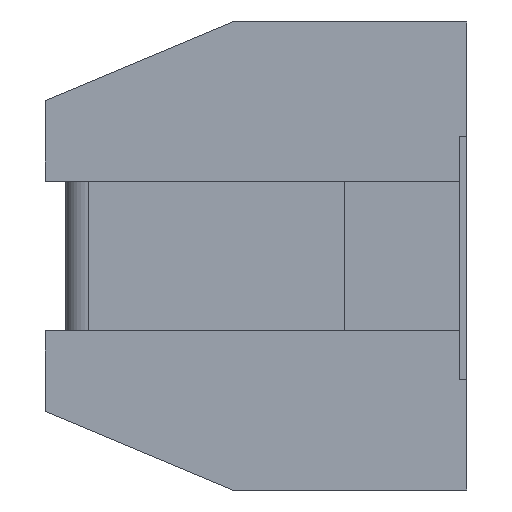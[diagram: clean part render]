
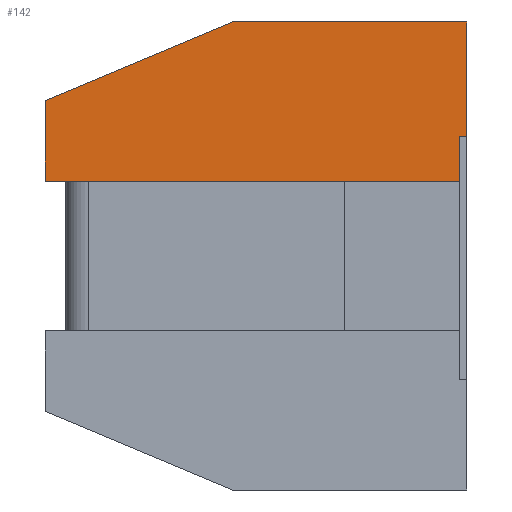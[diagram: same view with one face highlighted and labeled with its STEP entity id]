
A CAD part, left-side view. The second image highlights one B-rep face of the part: STEP entity #142.
In plain terms, the highlighted planar face has unit normal (-1, 0, 0).
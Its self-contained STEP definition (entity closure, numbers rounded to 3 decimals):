
#108 = CARTESIAN_POINT ( 'NONE',  ( -27.125, 11.25, 6.25 ) ) ;
#134 = LINE ( 'NONE', #1161, #551 ) ;
#142 = ADVANCED_FACE ( 'NONE', ( #801 ), #1494, .F. ) ;
#176 = CARTESIAN_POINT ( 'NONE',  ( -27.125, 6.25, 6.25 ) ) ;
#202 = VERTEX_POINT ( 'NONE', #1665 ) ;
#250 = CARTESIAN_POINT ( 'NONE',  ( -27.125, 0., 6.25 ) ) ;
#288 = DIRECTION ( 'NONE',  ( 0., -0.922, 0.387 ) ) ;
#313 = CARTESIAN_POINT ( 'NONE',  ( -27.125, 11.25, 4.15 ) ) ;
#328 = VECTOR ( 'NONE', #597, 1000. ) ;
#449 = DIRECTION ( 'NONE',  ( 1., 0., 0. ) ) ;
#489 = DIRECTION ( 'NONE',  ( 0., 1., 0. ) ) ;
#506 = VERTEX_POINT ( 'NONE', #313 ) ;
#551 = VECTOR ( 'NONE', #489, 1000. ) ;
#597 = DIRECTION ( 'NONE',  ( 0., 0., 1. ) ) ;
#628 = CARTESIAN_POINT ( 'NONE',  ( -27.125, 11.25, 2. ) ) ;
#659 = LINE ( 'NONE', #1289, #1653 ) ;
#660 = ORIENTED_EDGE ( 'NONE', *, *, #1643, .F. ) ;
#667 = LINE ( 'NONE', #1815, #1931 ) ;
#721 = EDGE_LOOP ( 'NONE', ( #1206, #660, #1807, #1199, #889 ) ) ;
#801 = FACE_OUTER_BOUND ( 'NONE', #721, .T. ) ;
#805 = CARTESIAN_POINT ( 'NONE',  ( -27.125, 0., 6.25 ) ) ;
#814 = EDGE_CURVE ( 'NONE', #1268, #506, #1115, .T. ) ;
#826 = VECTOR ( 'NONE', #1604, 1000. ) ;
#889 = ORIENTED_EDGE ( 'NONE', *, *, #928, .F. ) ;
#928 = EDGE_CURVE ( 'NONE', #506, #1649, #667, .T. ) ;
#950 = VERTEX_POINT ( 'NONE', #805 ) ;
#1099 = EDGE_CURVE ( 'NONE', #202, #950, #1955, .T. ) ;
#1115 = LINE ( 'NONE', #108, #826 ) ;
#1161 = CARTESIAN_POINT ( 'NONE',  ( -27.125, -0.001, 2. ) ) ;
#1171 = AXIS2_PLACEMENT_3D ( 'NONE', #2011, #449, #2177 ) ;
#1199 = ORIENTED_EDGE ( 'NONE', *, *, #1984, .F. ) ;
#1206 = ORIENTED_EDGE ( 'NONE', *, *, #814, .F. ) ;
#1268 = VERTEX_POINT ( 'NONE', #628 ) ;
#1289 = CARTESIAN_POINT ( 'NONE',  ( -27.125, 11.25, 6.25 ) ) ;
#1329 = DIRECTION ( 'NONE',  ( 0., -1., 0. ) ) ;
#1494 = PLANE ( 'NONE',  #1171 ) ;
#1604 = DIRECTION ( 'NONE',  ( 0., 0., 1. ) ) ;
#1643 = EDGE_CURVE ( 'NONE', #202, #1268, #134, .T. ) ;
#1649 = VERTEX_POINT ( 'NONE', #176 ) ;
#1653 = VECTOR ( 'NONE', #1329, 1000. ) ;
#1665 = CARTESIAN_POINT ( 'NONE',  ( -27.125, 0., 2. ) ) ;
#1807 = ORIENTED_EDGE ( 'NONE', *, *, #1099, .T. ) ;
#1815 = CARTESIAN_POINT ( 'NONE',  ( -27.125, 11.25, 4.15 ) ) ;
#1931 = VECTOR ( 'NONE', #288, 1000. ) ;
#1955 = LINE ( 'NONE', #250, #328 ) ;
#1984 = EDGE_CURVE ( 'NONE', #1649, #950, #659, .T. ) ;
#2011 = CARTESIAN_POINT ( 'NONE',  ( -27.125, 11.25, 6.25 ) ) ;
#2177 = DIRECTION ( 'NONE',  ( 0., 0., -1. ) ) ;
